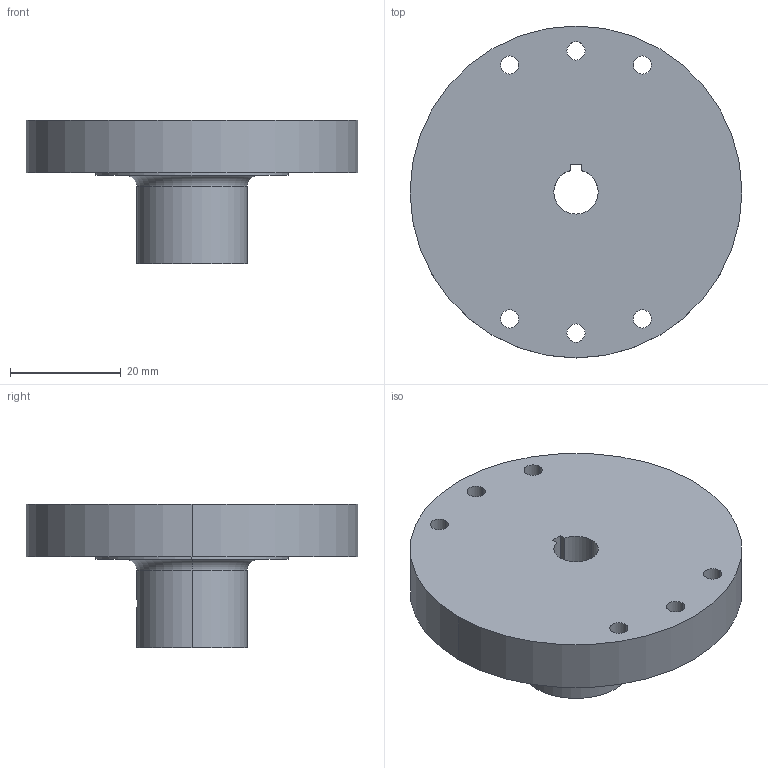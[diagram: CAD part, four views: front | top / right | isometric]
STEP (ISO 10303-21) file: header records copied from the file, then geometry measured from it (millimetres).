
FILE_DESCRIPTION (( 'STEP AP214' ), '1' );
FILE_NAME ('J3 Spindle.STEP', '2023-08-04T17:09:34', ( '' ), ( '' ), 'SwSTEP 2.0', 'SolidWorks 2021', '' );
FILE_SCHEMA (( 'AUTOMOTIVE_DESIGN' ));
Length unit declared in the file: millimetre
Products named in the file (1): J3 Spindle
Bounding box: 60 x 60 x 26 mm (x, y, z)
Volume: 25814.1 mm3; surface area: 10594.8 mm2
Topology: 1 solids, 1 shells, 67 faces, 179 edges, 112 vertices
Faces by surface type: cylinder 46, plane 11, cone 8, torus 2
Entity records: 2205 total; most frequent: CARTESIAN_POINT 403, DIRECTION 399, ORIENTED_EDGE 342, EDGE_CURVE 171, AXIS2_PLACEMENT_3D 164, VERTEX_POINT 112, CIRCLE 96, EDGE_LOOP 89
